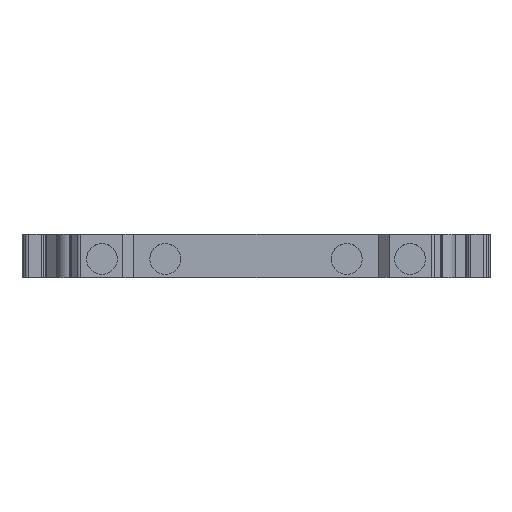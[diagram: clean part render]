
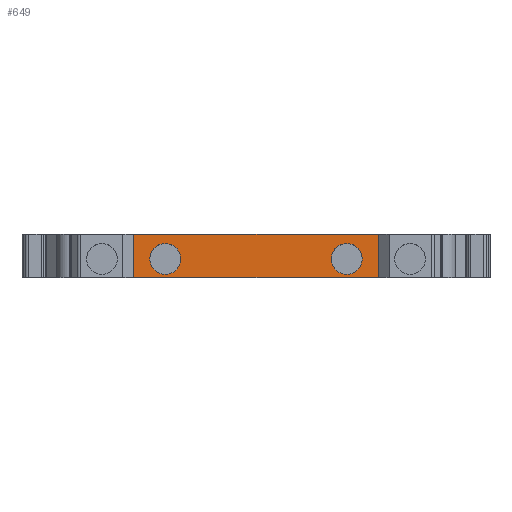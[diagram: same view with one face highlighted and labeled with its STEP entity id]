
A CAD part, top view. The second image highlights one B-rep face of the part: STEP entity #649.
In plain terms, the highlighted planar face has unit normal (0, 0, 1).
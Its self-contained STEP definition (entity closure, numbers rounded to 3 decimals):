
#649 = ADVANCED_FACE( '', ( #1355, #1356, #1357 ), #1358, .F. );
#1355 = FACE_BOUND( '', #2109, .T. );
#1356 = FACE_OUTER_BOUND( '', #2110, .T. );
#1357 = FACE_BOUND( '', #2111, .T. );
#1358 = PLANE( '', #2112 );
#2109 = EDGE_LOOP( '', ( #4173 ) );
#2110 = EDGE_LOOP( '', ( #4174, #4175, #4176, #4177 ) );
#2111 = EDGE_LOOP( '', ( #4178 ) );
#2112 = AXIS2_PLACEMENT_3D( '', #4179, #4180, #4181 );
#4173 = ORIENTED_EDGE( '', *, *, #5469, .T. );
#4174 = ORIENTED_EDGE( '', *, *, #5008, .T. );
#4175 = ORIENTED_EDGE( '', *, *, #5306, .F. );
#4176 = ORIENTED_EDGE( '', *, *, #4924, .F. );
#4177 = ORIENTED_EDGE( '', *, *, #5436, .T. );
#4178 = ORIENTED_EDGE( '', *, *, #5438, .T. );
#4179 = CARTESIAN_POINT( '', ( 14.581, 6., 24.342 ) );
#4180 = DIRECTION( '', ( 0., 0., -1. ) );
#4181 = DIRECTION( '', ( -1., 0., 0. ) );
#4924 = EDGE_CURVE( '', #6087, #6089, #6090, .T. );
#5008 = EDGE_CURVE( '', #6241, #6239, #6242, .T. );
#5306 = EDGE_CURVE( '', #6089, #6239, #6658, .T. );
#5436 = EDGE_CURVE( '', #6087, #6241, #6805, .T. );
#5438 = EDGE_CURVE( '', #6807, #6807, #6808, .T. );
#5469 = EDGE_CURVE( '', #6839, #6839, #6840, .T. );
#6087 = VERTEX_POINT( '', #7645 );
#6089 = VERTEX_POINT( '', #7648 );
#6090 = LINE( '', #7649, #7650 );
#6239 = VERTEX_POINT( '', #7849 );
#6241 = VERTEX_POINT( '', #7852 );
#6242 = LINE( '', #7853, #7854 );
#6658 = LINE( '', #8436, #8437 );
#6805 = LINE( '', #8654, #8655 );
#6807 = VERTEX_POINT( '', #8657 );
#6808 = CIRCLE( '', #8658, 2.15 );
#6839 = VERTEX_POINT( '', #8697 );
#6840 = CIRCLE( '', #8698, 2.15 );
#7645 = CARTESIAN_POINT( '', ( -17.169, 6., 24.342 ) );
#7648 = CARTESIAN_POINT( '', ( 16.831, 6., 24.342 ) );
#7649 = CARTESIAN_POINT( '', ( -17.169, 6., 24.342 ) );
#7650 = VECTOR( '', #9211, 1000. );
#7849 = CARTESIAN_POINT( '', ( 16.831, 0., 24.342 ) );
#7852 = CARTESIAN_POINT( '', ( -17.169, 0., 24.342 ) );
#7853 = CARTESIAN_POINT( '', ( 14.581, 0., 24.342 ) );
#7854 = VECTOR( '', #9356, 1000. );
#8436 = CARTESIAN_POINT( '', ( 16.831, 6., 24.342 ) );
#8437 = VECTOR( '', #9709, 1000. );
#8654 = CARTESIAN_POINT( '', ( -17.169, 6., 24.342 ) );
#8655 = VECTOR( '', #9789, 1000. );
#8657 = CARTESIAN_POINT( '', ( 14.581, 2.55, 24.342 ) );
#8658 = AXIS2_PLACEMENT_3D( '', #9790, #9791, #9792 );
#8697 = CARTESIAN_POINT( '', ( -10.619, 2.55, 24.342 ) );
#8698 = AXIS2_PLACEMENT_3D( '', #9801, #9802, #9803 );
#9211 = DIRECTION( '', ( 1., 0., 0. ) );
#9356 = DIRECTION( '', ( 1., 0., 0. ) );
#9709 = DIRECTION( '', ( 0., -1., 0. ) );
#9789 = DIRECTION( '', ( 0., -1., 0. ) );
#9790 = CARTESIAN_POINT( '', ( 12.431, 2.55, 24.342 ) );
#9791 = DIRECTION( '', ( 0., 0., -1. ) );
#9792 = DIRECTION( '', ( 1., 0., 0. ) );
#9801 = CARTESIAN_POINT( '', ( -12.769, 2.55, 24.342 ) );
#9802 = DIRECTION( '', ( 0., 0., -1. ) );
#9803 = DIRECTION( '', ( 1., 0., 0. ) );
